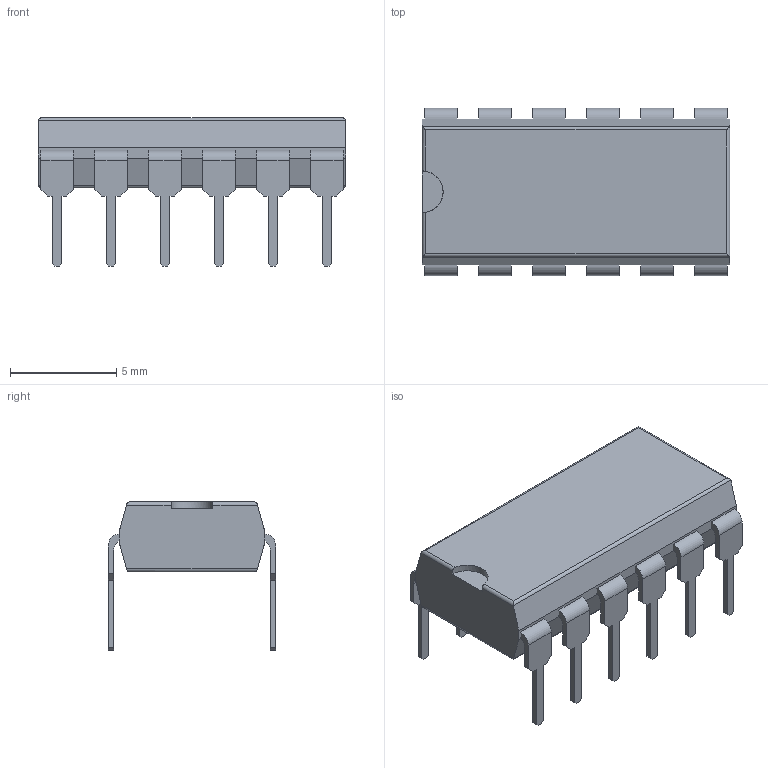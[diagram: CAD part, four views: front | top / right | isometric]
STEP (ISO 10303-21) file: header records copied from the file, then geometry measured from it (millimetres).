
FILE_DESCRIPTION(/* description */ (''),/* implementation_level */ '2;1');
FILE_NAME(/* name */ 'Package-DIP-12.step',/* time_stamp */ '2023-10-29T18:21:43+01:00',/* author */ (''),/* organization */ (''),/* preprocessor_version */ 'ST-DEVELOPER v20',/* originating_system */ 'Autodesk Translation Framework v12.14.0.127',/* authorisation */ '');
FILE_SCHEMA (('AUTOMOTIVE_DESIGN { 1 0 10303 214 3 1 1 }'));
Length unit declared in the file: millimetre
Products named in the file (3): Package-DIP-12; Leads; Body
Assembly tree (2 placements, depth 2):
  Package-DIP-12
    Leads
    Body
Bounding box: 14.48 x 7.87 x 6.99 mm (x, y, z)
Volume: 342.6 mm3; surface area: 612.6 mm2
Topology: 7 solids, 7 shells, 201 faces, 561 edges, 374 vertices
Faces by surface type: plane 167, cylinder 34
Entity records: 6499 total; most frequent: CARTESIAN_POINT 1160, ORIENTED_EDGE 1122, DIRECTION 1039, EDGE_CURVE 561, LINE 493, VECTOR 493, VERTEX_POINT 374, AXIS2_PLACEMENT_3D 273
